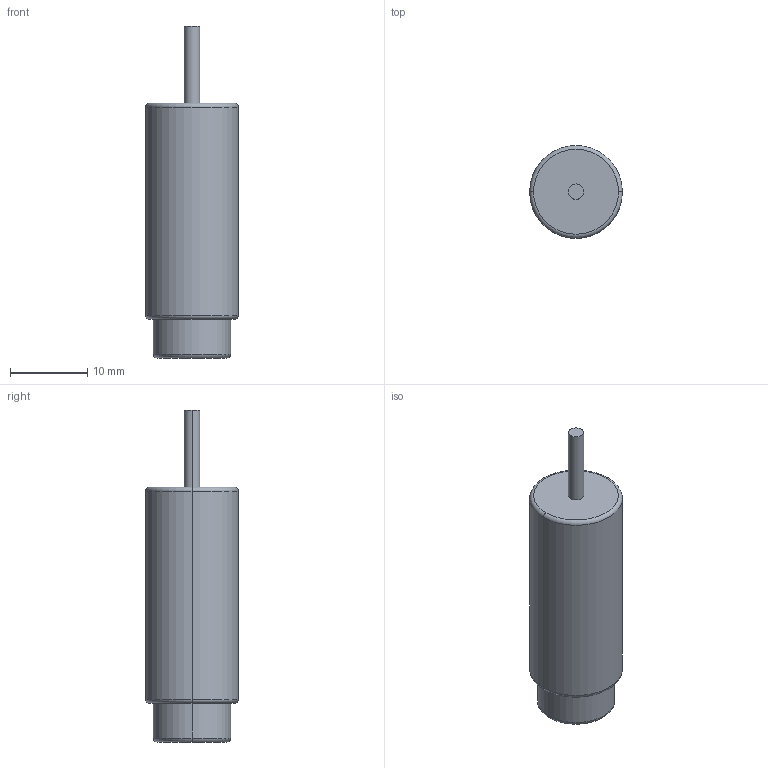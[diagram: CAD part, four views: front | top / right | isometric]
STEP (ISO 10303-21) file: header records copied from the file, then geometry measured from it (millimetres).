
FILE_DESCRIPTION((''),'2;1');
FILE_NAME('PRT0001_SW0001','2012-03-08T',('dhelisch'),(''),'PRO/ENGINEER BY PARAMETRIC TECHNOLOGY CORPORATION, 2007250','PRO/ENGINEER BY PARAMETRIC TECHNOLOGY CORPORATION, 2007250','');
FILE_SCHEMA(('CONFIG_CONTROL_DESIGN'));
Length unit declared in the file: millimetre
Products named in the file (1): PRT0001_SW0001
Bounding box: 12 x 12 x 43 mm (x, y, z)
Surface area: 1478.4 mm2 (no closed solid volume)
Topology: 0 solids, 1 shells, 16 faces, 30 edges, 18 vertices
Faces by surface type: torus 6, cylinder 6, plane 4
Entity records: 650 total; most frequent: DIRECTION 86, COLOUR_RGB 67, CARTESIAN_POINT 64, ORIENTED_EDGE 60, AXIS2_PLACEMENT_3D 40, EDGE_CURVE 30, CIRCLE 24, FILL_AREA_STYLE_COLOUR 19
